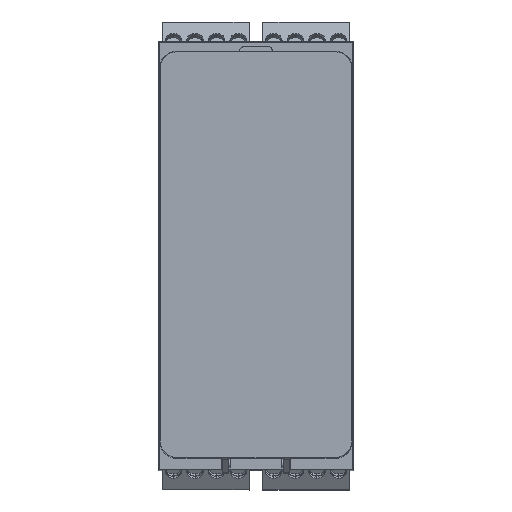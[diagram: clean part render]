
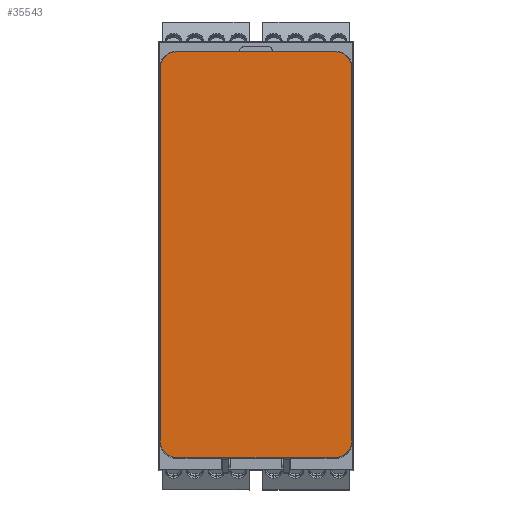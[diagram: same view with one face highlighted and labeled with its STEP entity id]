
A CAD part, top view. The second image highlights one B-rep face of the part: STEP entity #35543.
In plain terms, the highlighted planar face has unit normal (0, 0, 1).
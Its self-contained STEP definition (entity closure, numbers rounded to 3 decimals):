
#1595 = ORIENTED_EDGE ( 'NONE', *, *, #6158, .F. ) ;
#1971 = AXIS2_PLACEMENT_3D ( 'NONE', #43390, #5555, #22378 ) ;
#2148 = ORIENTED_EDGE ( 'NONE', *, *, #25369, .F. ) ;
#3264 = DIRECTION ( 'NONE',  ( 0., 1., 0. ) ) ;
#4446 = CIRCLE ( 'NONE', #35290, 3.83 ) ;
#4447 = DIRECTION ( 'NONE',  ( 0., -1., 0. ) ) ;
#5085 = EDGE_CURVE ( 'NONE', #18901, #7208, #25406, .T. ) ;
#5555 = DIRECTION ( 'NONE',  ( 0., 0., 1. ) ) ;
#6158 = EDGE_CURVE ( 'NONE', #42311, #48942, #33503, .T. ) ;
#7208 = VERTEX_POINT ( 'NONE', #14561 ) ;
#7383 = AXIS2_PLACEMENT_3D ( 'NONE', #52801, #14934, #31788 ) ;
#8114 = DIRECTION ( 'NONE',  ( 0., 0., 1. ) ) ;
#8461 = DIRECTION ( 'NONE',  ( 0., 0., 1. ) ) ;
#8637 = AXIS2_PLACEMENT_3D ( 'NONE', #17912, #34753, #51621 ) ;
#8902 = CARTESIAN_POINT ( 'NONE',  ( -33.38, -42.85, 63.35 ) ) ;
#10546 = VECTOR ( 'NONE', #12535, 1000. ) ;
#12235 = FACE_OUTER_BOUND ( 'NONE', #28651, .T. ) ;
#12535 = DIRECTION ( 'NONE',  ( -1., 0., 0. ) ) ;
#14561 = CARTESIAN_POINT ( 'NONE',  ( 10.88, -42.85, 63.35 ) ) ;
#14934 = DIRECTION ( 'NONE',  ( 0., 0., 1. ) ) ;
#15347 = ORIENTED_EDGE ( 'NONE', *, *, #50224, .T. ) ;
#15546 = VERTEX_POINT ( 'NONE', #18516 ) ;
#17278 = LINE ( 'NONE', #34121, #45886 ) ;
#17912 = CARTESIAN_POINT ( 'NONE',  ( -29.55, 43.35, 63.35 ) ) ;
#18516 = CARTESIAN_POINT ( 'NONE',  ( 7.05, 47.18, 63.35 ) ) ;
#18901 = VERTEX_POINT ( 'NONE', #33859 ) ;
#19480 = VECTOR ( 'NONE', #4447, 1000. ) ;
#20905 = CARTESIAN_POINT ( 'NONE',  ( -29.55, -46.68, 63.35 ) ) ;
#21540 = AXIS2_PLACEMENT_3D ( 'NONE', #45939, #8114, #24927 ) ;
#21556 = EDGE_CURVE ( 'NONE', #25773, #22217, #32422, .T. ) ;
#22217 = VERTEX_POINT ( 'NONE', #23417 ) ;
#22378 = DIRECTION ( 'NONE',  ( 1., 0., 0. ) ) ;
#22812 = ORIENTED_EDGE ( 'NONE', *, *, #48828, .F. ) ;
#23417 = CARTESIAN_POINT ( 'NONE',  ( -33.38, 43.35, 63.35 ) ) ;
#24224 = LINE ( 'NONE', #41079, #46700 ) ;
#24927 = DIRECTION ( 'NONE',  ( 1., 0., 0. ) ) ;
#25278 = DIRECTION ( 'NONE',  ( 1., 0., 0. ) ) ;
#25369 = EDGE_CURVE ( 'NONE', #25773, #15546, #17278, .T. ) ;
#25406 = LINE ( 'NONE', #42259, #19480 ) ;
#25760 = CIRCLE ( 'NONE', #1971, 3.83 ) ;
#25773 = VERTEX_POINT ( 'NONE', #37862 ) ;
#28651 = EDGE_LOOP ( 'NONE', ( #32463, #36603, #15347, #2148, #44109, #22812, #43832, #1595 ) ) ;
#29082 = PLANE ( 'NONE',  #21540 ) ;
#31198 = CIRCLE ( 'NONE', #7383, 3.83 ) ;
#31788 = DIRECTION ( 'NONE',  ( 1., 0., 0. ) ) ;
#32422 = CIRCLE ( 'NONE', #8637, 3.83 ) ;
#32463 = ORIENTED_EDGE ( 'NONE', *, *, #34185, .T. ) ;
#32574 = CARTESIAN_POINT ( 'NONE',  ( 7.05, -46.68, 63.35 ) ) ;
#33503 = LINE ( 'NONE', #50376, #10546 ) ;
#33859 = CARTESIAN_POINT ( 'NONE',  ( 10.88, 43.35, 63.35 ) ) ;
#34121 = CARTESIAN_POINT ( 'NONE',  ( -11.25, 47.18, 63.35 ) ) ;
#34185 = EDGE_CURVE ( 'NONE', #42311, #7208, #31198, .T. ) ;
#34753 = DIRECTION ( 'NONE',  ( 0., 0., 1. ) ) ;
#35290 = AXIS2_PLACEMENT_3D ( 'NONE', #46294, #8461, #25278 ) ;
#35543 = ADVANCED_FACE ( 'NONE', ( #12235 ), #29082, .T. ) ;
#36603 = ORIENTED_EDGE ( 'NONE', *, *, #5085, .F. ) ;
#37862 = CARTESIAN_POINT ( 'NONE',  ( -29.55, 47.18, 63.35 ) ) ;
#41079 = CARTESIAN_POINT ( 'NONE',  ( -33.38, 0.25, 63.35 ) ) ;
#42018 = VERTEX_POINT ( 'NONE', #8902 ) ;
#42259 = CARTESIAN_POINT ( 'NONE',  ( 10.88, 0.25, 63.35 ) ) ;
#42311 = VERTEX_POINT ( 'NONE', #32574 ) ;
#43390 = CARTESIAN_POINT ( 'NONE',  ( -29.55, -42.85, 63.35 ) ) ;
#43832 = ORIENTED_EDGE ( 'NONE', *, *, #53196, .T. ) ;
#44109 = ORIENTED_EDGE ( 'NONE', *, *, #21556, .T. ) ;
#45886 = VECTOR ( 'NONE', #50983, 1000. ) ;
#45939 = CARTESIAN_POINT ( 'NONE',  ( -33.38, -46.68, 63.35 ) ) ;
#46294 = CARTESIAN_POINT ( 'NONE',  ( 7.05, 43.35, 63.35 ) ) ;
#46700 = VECTOR ( 'NONE', #3264, 1000. ) ;
#48828 = EDGE_CURVE ( 'NONE', #42018, #22217, #24224, .T. ) ;
#48942 = VERTEX_POINT ( 'NONE', #20905 ) ;
#50224 = EDGE_CURVE ( 'NONE', #18901, #15546, #4446, .T. ) ;
#50376 = CARTESIAN_POINT ( 'NONE',  ( -11.25, -46.68, 63.35 ) ) ;
#50983 = DIRECTION ( 'NONE',  ( 1., 0., 0. ) ) ;
#51621 = DIRECTION ( 'NONE',  ( 1., 0., 0. ) ) ;
#52801 = CARTESIAN_POINT ( 'NONE',  ( 7.05, -42.85, 63.35 ) ) ;
#53196 = EDGE_CURVE ( 'NONE', #42018, #48942, #25760, .T. ) ;
